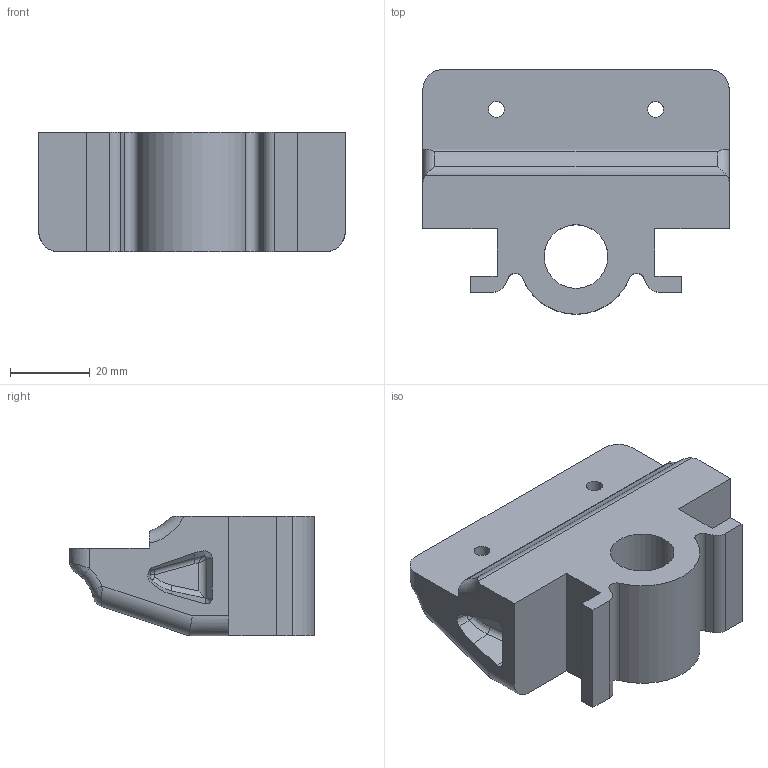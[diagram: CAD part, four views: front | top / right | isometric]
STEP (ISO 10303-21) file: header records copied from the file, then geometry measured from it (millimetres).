
FILE_DESCRIPTION(/* description */ (''),/* implementation_level */ '2;1');
FILE_NAME(/* name */ 'Каретка.stp',/* time_stamp */ '2020-12-09T21:58:01+03:00',/* author */ ('User'),/* organization */ (''),/* preprocessor_version */ 'ST-DEVELOPER v18',/* originating_system */ 'Autodesk Inventor 2020',/* authorisation */ '');
FILE_SCHEMA (('AUTOMOTIVE_DESIGN { 1 0 10303 214 3 1 1 }'));
Length unit declared in the file: millimetre
Products named in the file (1): Каретка
Bounding box: 77 x 61.5 x 30 mm (x, y, z)
Volume: 78311.7 mm3; surface area: 16693.2 mm2
Topology: 1 solids, 1 shells, 88 faces, 232 edges, 146 vertices
Faces by surface type: plane 30, cylinder 28, bspline 14, cone 12, torus 4
Full cylindrical faces by diameter (mm): 4 x2, 16 x1
Entity records: 3417 total; most frequent: CARTESIAN_POINT 1275, ORIENTED_EDGE 460, DIRECTION 406, EDGE_CURVE 230, AXIS2_PLACEMENT_3D 147, VERTEX_POINT 146, LINE 112, VECTOR 112
